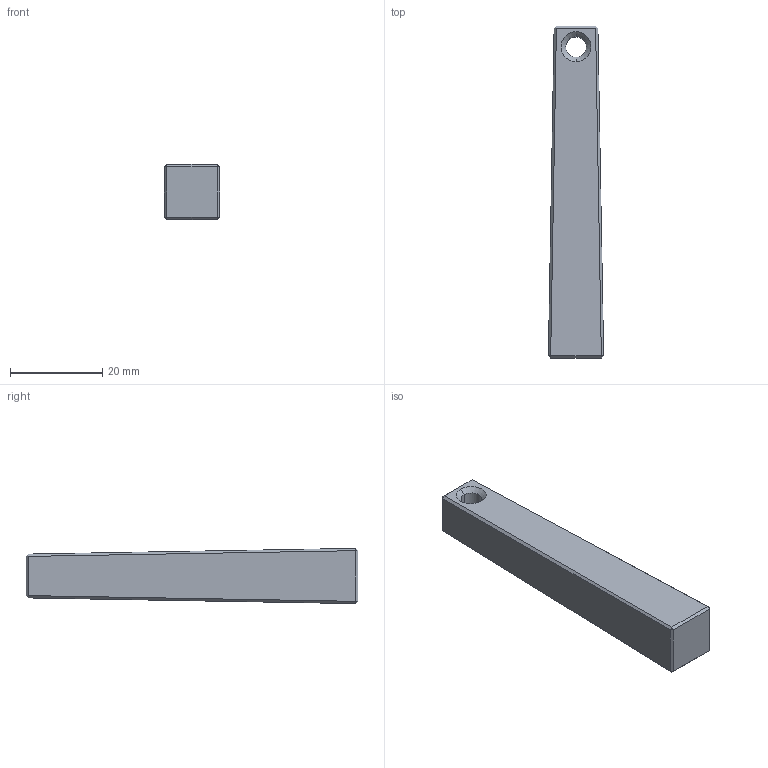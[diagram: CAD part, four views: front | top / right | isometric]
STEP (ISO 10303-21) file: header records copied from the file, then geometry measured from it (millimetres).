
FILE_DESCRIPTION (( 'STEP AP203' ), '1' );
FILE_NAME ('KusariFundoRec.STEP', '2022-04-11T20:47:28', ( '' ), ( '' ), 'SwSTEP 2.0', 'SolidWorks 2014', '' );
FILE_SCHEMA (( 'CONFIG_CONTROL_DESIGN' ));
Length unit declared in the file: millimetre
Products named in the file (1): KusariFundoRec
Bounding box: 11.98 x 72 x 11.98 mm (x, y, z)
Volume: 8133 mm3; surface area: 3309.1 mm2
Topology: 1 solids, 1 shells, 32 faces, 62 edges, 32 vertices
Faces by surface type: plane 26, bspline 2, cone 2, cylinder 2
Entity records: 1285 total; most frequent: CARTESIAN_POINT 583, ORIENTED_EDGE 124, DIRECTION 122, EDGE_CURVE 62, LINE 52, VECTOR 52, AXIS2_PLACEMENT_3D 35, EDGE_LOOP 34
